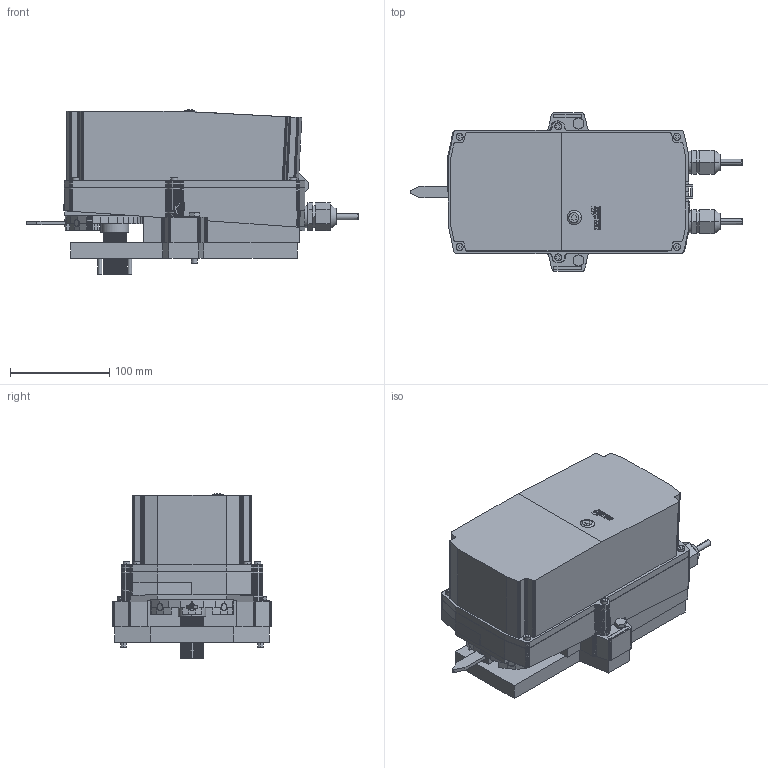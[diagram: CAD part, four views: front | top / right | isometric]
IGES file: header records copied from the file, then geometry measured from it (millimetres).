
Start section: Data from XPlus IGES,  Spatial Corp. Copyright (c) 1999-2006 .
Global section: file name: NoName; native system:  By Spatial Corp.; preprocessor: XPlus ACIS/IGES; author: pit-cup GmbH; organization: CADClick - KiM GmbH - www.kimweb.de; date: 20170721.140817; units: millimetre
Bounding box: 334.48 x 160 x 166.1 mm (x, y, z)
Surface area: 227956.7 mm2 (no closed solid volume)
Topology: 0 solids, 0 shells, 1842 faces, 11398 edges, 11398 vertices
Faces by surface type: bspline 1842
